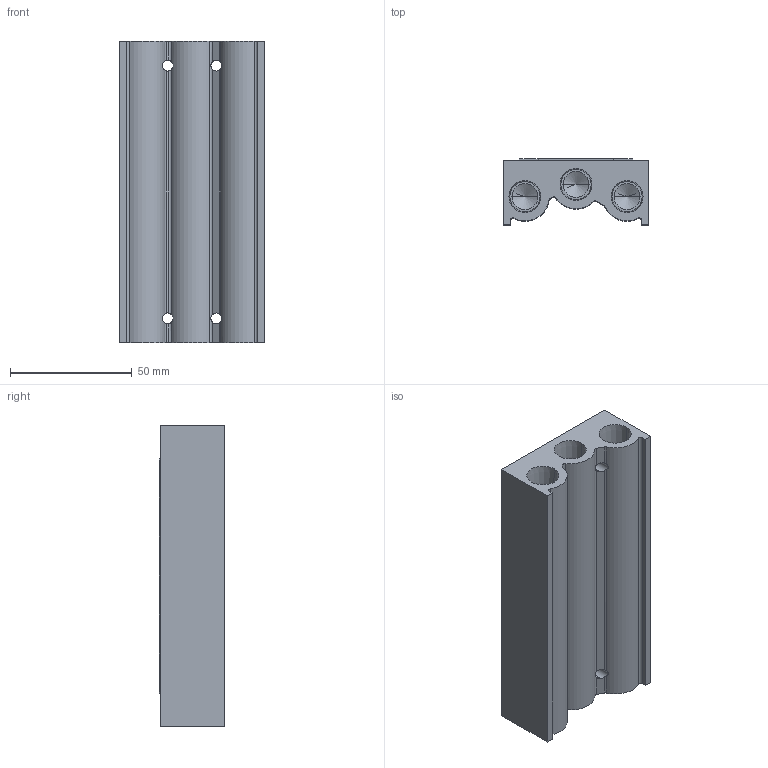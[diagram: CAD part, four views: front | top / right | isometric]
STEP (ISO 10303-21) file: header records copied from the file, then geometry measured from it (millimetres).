
FILE_DESCRIPTION (( 'STEP AP214' ), '1' );
FILE_NAME ('SS5Y5-20-06-00F-Q.step.step', '2016-05-09T11:49:24', ( 'Windows User' ), ( '' ), 'SwSTEP 2.0', 'SolidWorks 2016', '' );
FILE_SCHEMA (( 'AUTOMOTIVE_DESIGN' ));
Length unit declared in the file: millimetre
Products named in the file (3): SS5Y5-20-06-00F-Q.step; SS5Y5-20-06-00F-Q.step_SS5Y51803MANIFOLD_20; SS5Y5-20-06-00F-Q.step_SY5000-GS-1
Assembly tree (7 placements, depth 2):
  SS5Y5-20-06-00F-Q.step
    SS5Y5-20-06-00F-Q.step_SS5Y51803MANIFOLD_20
    SS5Y5-20-06-00F-Q.step_SY5000-GS-1  x6
Bounding box: 60 x 27 x 124 mm (x, y, z)
Volume: 150356.8 mm3; surface area: 40078.4 mm2
Topology: 7 solids, 7 shells, 423 faces, 1119 edges, 736 vertices
Faces by surface type: plane 287, cylinder 83, bspline 29, cone 24
Entity records: 11121 total; most frequent: CARTESIAN_POINT 3715, ORIENTED_EDGE 1494, DIRECTION 1331, EDGE_CURVE 747, VECTOR 523, LINE 523, VERTEX_POINT 496, AXIS2_PLACEMENT_3D 404
